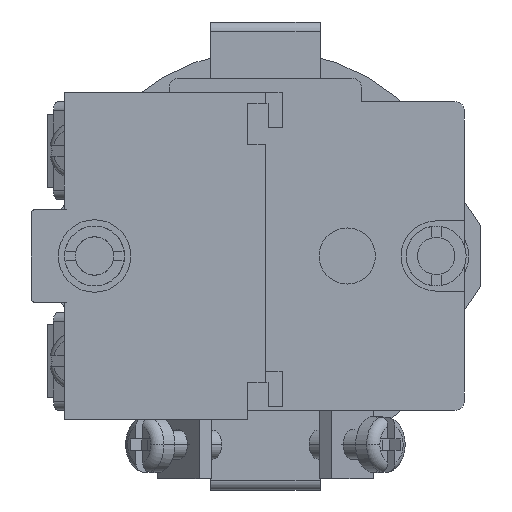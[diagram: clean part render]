
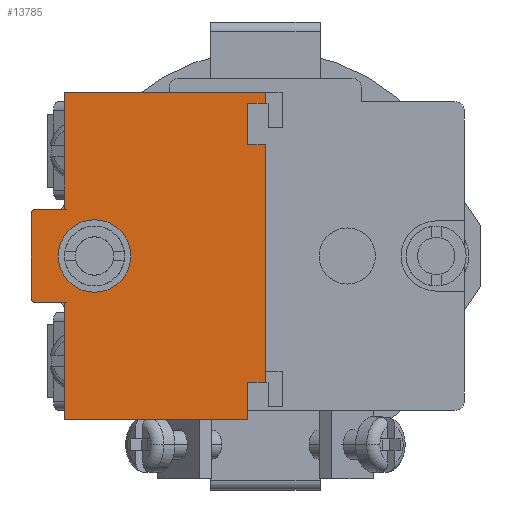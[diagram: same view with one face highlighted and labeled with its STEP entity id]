
A CAD part, front view. The second image highlights one B-rep face of the part: STEP entity #13785.
In plain terms, the highlighted planar face has unit normal (0, -1, 0).
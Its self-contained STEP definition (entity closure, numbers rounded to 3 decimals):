
#29 = VECTOR ( 'NONE', #15878, 1000. ) ;
#73 = DIRECTION ( 'NONE',  ( 0., 0., -1. ) ) ;
#157 = VERTEX_POINT ( 'NONE', #13327 ) ;
#203 = DIRECTION ( 'NONE',  ( 1., 0., 0. ) ) ;
#540 = LINE ( 'NONE', #9360, #11624 ) ;
#571 = CARTESIAN_POINT ( 'NONE',  ( -25., -72.1, 5. ) ) ;
#594 = CARTESIAN_POINT ( 'NONE',  ( -25., -72.1, -17.5 ) ) ;
#886 = VERTEX_POINT ( 'NONE', #17475 ) ;
#931 = CARTESIAN_POINT ( 'NONE',  ( -1.9, -72.1, -13.5 ) ) ;
#1032 = VERTEX_POINT ( 'NONE', #12843 ) ;
#1039 = DIRECTION ( 'NONE',  ( 1., 0., 0. ) ) ;
#1100 = DIRECTION ( 'NONE',  ( 0., 0., 1. ) ) ;
#1394 = VERTEX_POINT ( 'NONE', #3849 ) ;
#1444 = LINE ( 'NONE', #5836, #2810 ) ;
#1449 = EDGE_CURVE ( 'NONE', #1032, #15349, #18746, .T. ) ;
#1756 = CARTESIAN_POINT ( 'NONE',  ( -24.5, -72.1, -4.5 ) ) ;
#1922 = CARTESIAN_POINT ( 'NONE',  ( -18.25, -72.1, 0. ) ) ;
#2064 = DIRECTION ( 'NONE',  ( 0., 0., 1. ) ) ;
#2148 = CARTESIAN_POINT ( 'NONE',  ( -25., -72.1, -5. ) ) ;
#2306 = VECTOR ( 'NONE', #10642, 1000. ) ;
#2335 = LINE ( 'NONE', #2148, #15103 ) ;
#2435 = CARTESIAN_POINT ( 'NONE',  ( -12.5, -72.1, 11.9 ) ) ;
#2567 = CIRCLE ( 'NONE', #18889, 3.875 ) ;
#2810 = VECTOR ( 'NONE', #13028, 1000. ) ;
#2858 = FACE_BOUND ( 'NONE', #13091, .T. ) ;
#2908 = CARTESIAN_POINT ( 'NONE',  ( -18.25, -72.1, 0. ) ) ;
#2979 = LINE ( 'NONE', #2435, #29 ) ;
#3259 = DIRECTION ( 'NONE',  ( 0., 1., 0. ) ) ;
#3301 = CARTESIAN_POINT ( 'NONE',  ( -21.5, -72.1, 17.5 ) ) ;
#3460 = LINE ( 'NONE', #571, #17613 ) ;
#3539 = ORIENTED_EDGE ( 'NONE', *, *, #18438, .T. ) ;
#3647 = VERTEX_POINT ( 'NONE', #4660 ) ;
#3675 = EDGE_CURVE ( 'NONE', #886, #3647, #15215, .T. ) ;
#3722 = VERTEX_POINT ( 'NONE', #11575 ) ;
#3849 = CARTESIAN_POINT ( 'NONE',  ( 0., -72.1, 11.9 ) ) ;
#3872 = VECTOR ( 'NONE', #1039, 1000. ) ;
#4238 = CARTESIAN_POINT ( 'NONE',  ( -25., -72.1, 17.5 ) ) ;
#4299 = CARTESIAN_POINT ( 'NONE',  ( -1.9, -72.1, 16.3 ) ) ;
#4660 = CARTESIAN_POINT ( 'NONE',  ( -24.5, -72.1, -5. ) ) ;
#4707 = CARTESIAN_POINT ( 'NONE',  ( -21.5, -72.1, 5. ) ) ;
#4805 = DIRECTION ( 'NONE',  ( 0., 0., -1. ) ) ;
#4823 = ORIENTED_EDGE ( 'NONE', *, *, #15912, .T. ) ;
#4960 = DIRECTION ( 'NONE',  ( 0., 1., 0. ) ) ;
#5010 = EDGE_CURVE ( 'NONE', #14308, #10191, #18396, .T. ) ;
#5066 = DIRECTION ( 'NONE',  ( 1., 0., 0. ) ) ;
#5215 = DIRECTION ( 'NONE',  ( 0., -1., 0. ) ) ;
#5373 = EDGE_CURVE ( 'NONE', #1394, #9068, #14202, .T. ) ;
#5438 = AXIS2_PLACEMENT_3D ( 'NONE', #1922, #4960, #9381 ) ;
#5724 = EDGE_LOOP ( 'NONE', ( #3539, #19121, #9594, #10377, #9019, #7882, #16002, #8188, #15260, #14530, #14699, #12443, #11176, #14829, #12859, #4823 ) ) ;
#5741 = EDGE_CURVE ( 'NONE', #886, #10191, #16994, .T. ) ;
#5743 = VERTEX_POINT ( 'NONE', #9926 ) ;
#5806 = EDGE_CURVE ( 'NONE', #9261, #14330, #1444, .T. ) ;
#5836 = CARTESIAN_POINT ( 'NONE',  ( -21.5, -72.1, 5. ) ) ;
#5881 = FACE_OUTER_BOUND ( 'NONE', #5724, .T. ) ;
#5916 = EDGE_CURVE ( 'NONE', #3722, #10030, #2567, .T. ) ;
#6064 = LINE ( 'NONE', #18071, #17893 ) ;
#6192 = DIRECTION ( 'NONE',  ( -1., 0., 0. ) ) ;
#6233 = CARTESIAN_POINT ( 'NONE',  ( -1.9, -72.1, 11.9 ) ) ;
#6558 = EDGE_CURVE ( 'NONE', #1032, #8577, #16014, .T. ) ;
#6962 = EDGE_CURVE ( 'NONE', #5743, #16814, #11336, .T. ) ;
#7285 = CARTESIAN_POINT ( 'NONE',  ( 0., -72.1, 17.5 ) ) ;
#7513 = DIRECTION ( 'NONE',  ( -1., 0., 0. ) ) ;
#7516 = DIRECTION ( 'NONE',  ( -1., 0., 0. ) ) ;
#7720 = AXIS2_PLACEMENT_3D ( 'NONE', #11185, #5215, #12558 ) ;
#7744 = VERTEX_POINT ( 'NONE', #17165 ) ;
#7882 = ORIENTED_EDGE ( 'NONE', *, *, #15231, .F. ) ;
#8188 = ORIENTED_EDGE ( 'NONE', *, *, #5741, .F. ) ;
#8409 = CARTESIAN_POINT ( 'NONE',  ( -1.9, -72.1, -17.5 ) ) ;
#8458 = CARTESIAN_POINT ( 'NONE',  ( -22.125, -72.1, 0. ) ) ;
#8577 = VERTEX_POINT ( 'NONE', #12054 ) ;
#9019 = ORIENTED_EDGE ( 'NONE', *, *, #5806, .F. ) ;
#9068 = VERTEX_POINT ( 'NONE', #10520 ) ;
#9261 = VERTEX_POINT ( 'NONE', #4707 ) ;
#9314 = PLANE ( 'NONE',  #14764 ) ;
#9360 = CARTESIAN_POINT ( 'NONE',  ( -21.5, -72.1, -5. ) ) ;
#9381 = DIRECTION ( 'NONE',  ( -1., 0., 0. ) ) ;
#9594 = ORIENTED_EDGE ( 'NONE', *, *, #6962, .F. ) ;
#9763 = EDGE_CURVE ( 'NONE', #15349, #9068, #6064, .T. ) ;
#9926 = CARTESIAN_POINT ( 'NONE',  ( 0., -72.1, 17.5 ) ) ;
#10030 = VERTEX_POINT ( 'NONE', #8458 ) ;
#10143 = CARTESIAN_POINT ( 'NONE',  ( -25., -72.1, 4.5 ) ) ;
#10191 = VERTEX_POINT ( 'NONE', #10143 ) ;
#10257 = VECTOR ( 'NONE', #73, 1000. ) ;
#10377 = ORIENTED_EDGE ( 'NONE', *, *, #11733, .F. ) ;
#10520 = CARTESIAN_POINT ( 'NONE',  ( 0., -72.1, -13.5 ) ) ;
#10563 = CARTESIAN_POINT ( 'NONE',  ( -24.5, -72.1, 5. ) ) ;
#10642 = DIRECTION ( 'NONE',  ( 0., 0., -1. ) ) ;
#11176 = ORIENTED_EDGE ( 'NONE', *, *, #1449, .T. ) ;
#11185 = CARTESIAN_POINT ( 'NONE',  ( -24.5, -72.1, 4.5 ) ) ;
#11336 = LINE ( 'NONE', #18097, #2306 ) ;
#11575 = CARTESIAN_POINT ( 'NONE',  ( -14.375, -72.1, 0. ) ) ;
#11624 = VECTOR ( 'NONE', #4805, 1000. ) ;
#11674 = ORIENTED_EDGE ( 'NONE', *, *, #13809, .T. ) ;
#11733 = EDGE_CURVE ( 'NONE', #14330, #5743, #12710, .T. ) ;
#12054 = CARTESIAN_POINT ( 'NONE',  ( -21.5, -72.1, -17.5 ) ) ;
#12120 = DIRECTION ( 'NONE',  ( 0., -1., 0. ) ) ;
#12407 = CARTESIAN_POINT ( 'NONE',  ( 0., -72.1, 16.3 ) ) ;
#12435 = CARTESIAN_POINT ( 'NONE',  ( -1.9, -72.1, 16.3 ) ) ;
#12443 = ORIENTED_EDGE ( 'NONE', *, *, #6558, .F. ) ;
#12558 = DIRECTION ( 'NONE',  ( -1., 0., 0. ) ) ;
#12559 = AXIS2_PLACEMENT_3D ( 'NONE', #1756, #12120, #7513 ) ;
#12638 = VERTEX_POINT ( 'NONE', #6233 ) ;
#12710 = LINE ( 'NONE', #4238, #3872 ) ;
#12718 = CARTESIAN_POINT ( 'NONE',  ( -25., -72.1, 17.5 ) ) ;
#12725 = VECTOR ( 'NONE', #1100, 1000. ) ;
#12843 = CARTESIAN_POINT ( 'NONE',  ( -1.9, -72.1, -17.5 ) ) ;
#12859 = ORIENTED_EDGE ( 'NONE', *, *, #5373, .F. ) ;
#13028 = DIRECTION ( 'NONE',  ( 0., 0., 1. ) ) ;
#13091 = EDGE_LOOP ( 'NONE', ( #18085, #11674 ) ) ;
#13327 = CARTESIAN_POINT ( 'NONE',  ( -1.9, -72.1, 16.3 ) ) ;
#13469 = DIRECTION ( 'NONE',  ( 0., 1., 0. ) ) ;
#13728 = LINE ( 'NONE', #4299, #15842 ) ;
#13769 = CARTESIAN_POINT ( 'NONE',  ( -12.5, -72.1, 0. ) ) ;
#13785 = ADVANCED_FACE ( 'NONE', ( #2858, #5881 ), #9314, .F. ) ;
#13809 = EDGE_CURVE ( 'NONE', #10030, #3722, #15186, .T. ) ;
#14086 = DIRECTION ( 'NONE',  ( -1., 0., 0. ) ) ;
#14202 = LINE ( 'NONE', #7285, #10257 ) ;
#14263 = DIRECTION ( 'NONE',  ( 0., 0., 1. ) ) ;
#14308 = VERTEX_POINT ( 'NONE', #10563 ) ;
#14330 = VERTEX_POINT ( 'NONE', #3301 ) ;
#14372 = EDGE_CURVE ( 'NONE', #7744, #8577, #540, .T. ) ;
#14530 = ORIENTED_EDGE ( 'NONE', *, *, #14546, .T. ) ;
#14546 = EDGE_CURVE ( 'NONE', #3647, #7744, #2335, .T. ) ;
#14699 = ORIENTED_EDGE ( 'NONE', *, *, #14372, .T. ) ;
#14764 = AXIS2_PLACEMENT_3D ( 'NONE', #13769, #3259, #6192 ) ;
#14829 = ORIENTED_EDGE ( 'NONE', *, *, #9763, .T. ) ;
#15103 = VECTOR ( 'NONE', #17059, 1000. ) ;
#15186 = CIRCLE ( 'NONE', #5438, 3.875 ) ;
#15215 = CIRCLE ( 'NONE', #12559, 0.5 ) ;
#15231 = EDGE_CURVE ( 'NONE', #14308, #9261, #3460, .T. ) ;
#15260 = ORIENTED_EDGE ( 'NONE', *, *, #3675, .T. ) ;
#15349 = VERTEX_POINT ( 'NONE', #931 ) ;
#15394 = VECTOR ( 'NONE', #14263, 1000. ) ;
#15419 = VECTOR ( 'NONE', #2064, 1000. ) ;
#15842 = VECTOR ( 'NONE', #203, 1000. ) ;
#15878 = DIRECTION ( 'NONE',  ( -1., 0., 0. ) ) ;
#15912 = EDGE_CURVE ( 'NONE', #1394, #12638, #2979, .T. ) ;
#16002 = ORIENTED_EDGE ( 'NONE', *, *, #5010, .T. ) ;
#16014 = LINE ( 'NONE', #594, #18315 ) ;
#16536 = DIRECTION ( 'NONE',  ( 1., 0., 0. ) ) ;
#16814 = VERTEX_POINT ( 'NONE', #12407 ) ;
#16994 = LINE ( 'NONE', #12718, #15394 ) ;
#17059 = DIRECTION ( 'NONE',  ( 1., 0., 0. ) ) ;
#17165 = CARTESIAN_POINT ( 'NONE',  ( -21.5, -72.1, -5. ) ) ;
#17475 = CARTESIAN_POINT ( 'NONE',  ( -25., -72.1, -4.5 ) ) ;
#17613 = VECTOR ( 'NONE', #5066, 1000. ) ;
#17686 = LINE ( 'NONE', #12435, #15419 ) ;
#17893 = VECTOR ( 'NONE', #16536, 1000. ) ;
#18071 = CARTESIAN_POINT ( 'NONE',  ( 0.3, -72.1, -13.5 ) ) ;
#18085 = ORIENTED_EDGE ( 'NONE', *, *, #5916, .T. ) ;
#18097 = CARTESIAN_POINT ( 'NONE',  ( 0., -72.1, 17.5 ) ) ;
#18315 = VECTOR ( 'NONE', #14086, 1000. ) ;
#18396 = CIRCLE ( 'NONE', #7720, 0.5 ) ;
#18438 = EDGE_CURVE ( 'NONE', #12638, #157, #17686, .T. ) ;
#18746 = LINE ( 'NONE', #8409, #12725 ) ;
#18799 = EDGE_CURVE ( 'NONE', #157, #16814, #13728, .T. ) ;
#18889 = AXIS2_PLACEMENT_3D ( 'NONE', #2908, #13469, #7516 ) ;
#19121 = ORIENTED_EDGE ( 'NONE', *, *, #18799, .T. ) ;
